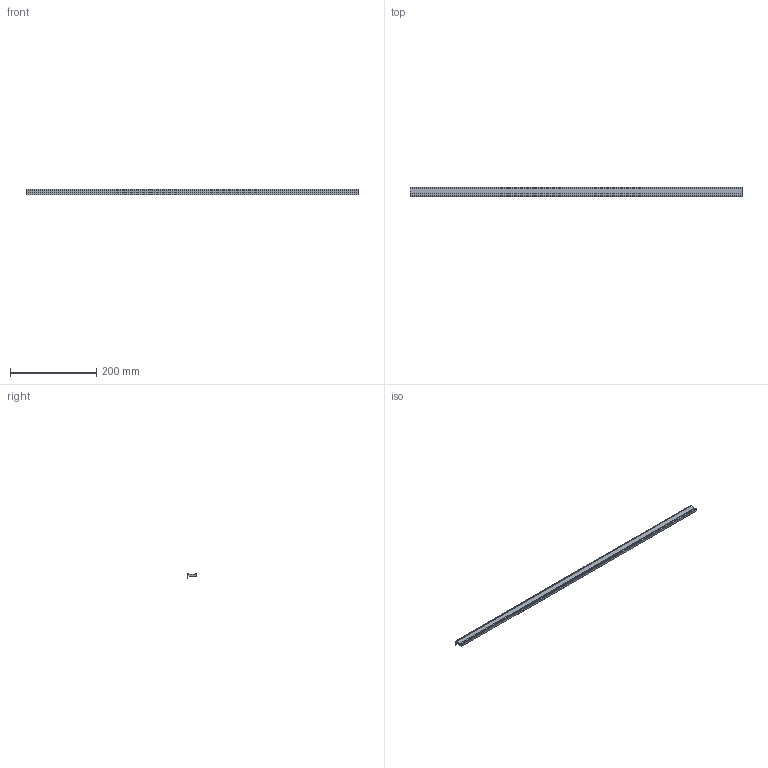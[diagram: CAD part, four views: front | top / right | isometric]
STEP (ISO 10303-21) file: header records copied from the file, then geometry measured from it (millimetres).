
FILE_DESCRIPTION(('STEP AP214'),'1');
FILE_NAME('cctmp_BE7035A0-1E18-436B-AF1A-10F62D38FAC5_2023_03_29_09_21_29_0434..stp','2023-03-29T07:21:29',('SIEMENS A&D'),('CADClick - www.CADClick.com'),'Spatial InterOp 3D postprocessed',' ','unknown authorization');
FILE_SCHEMA(('AUTOMOTIVE_DESIGN'));
Length unit declared in the file: millimetre
Products named in the file (1): 2023_03_29_09_21_29_0432
Bounding box: 770 x 21 x 13.07 mm (x, y, z)
Volume: 87894.8 mm3; surface area: 55643.3 mm2
Topology: 1 solids, 1 shells, 26 faces, 72 edges, 48 vertices
Faces by surface type: cylinder 17, plane 9
Entity records: 958 total; most frequent: DIRECTION 160, CARTESIAN_POINT 147, ORIENTED_EDGE 144, EDGE_CURVE 72, AXIS2_PLACEMENT_3D 61, VERTEX_POINT 48, LINE 38, VECTOR 38
